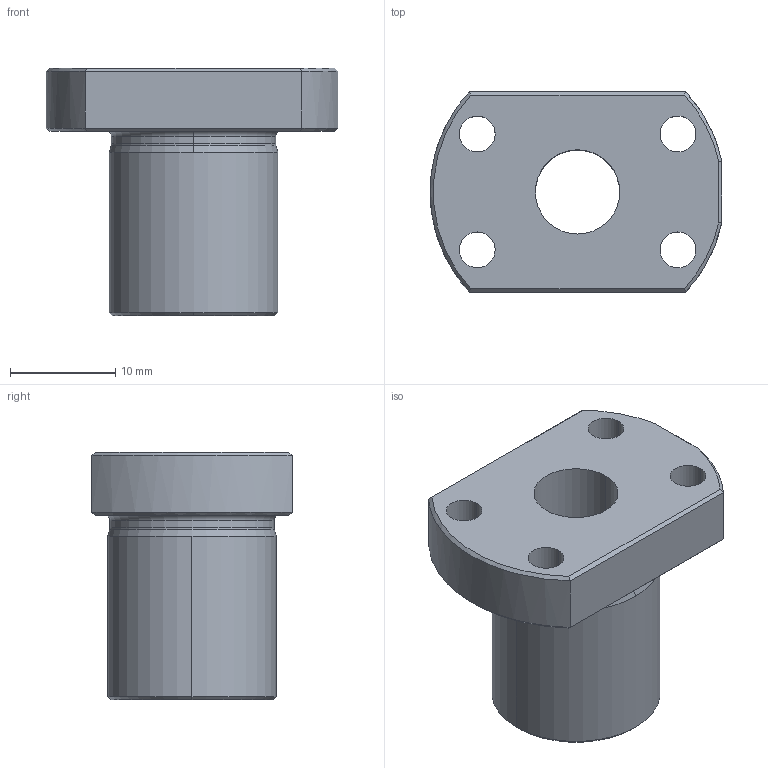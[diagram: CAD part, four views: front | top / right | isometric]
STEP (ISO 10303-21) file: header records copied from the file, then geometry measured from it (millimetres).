
FILE_DESCRIPTION (( 'STEP AP214' ), '1' );
FILE_NAME ('PiulitaElicoidala^CuplaTranslatie.STEP', '2023-12-19T22:57:33', ( '' ), ( '' ), 'SwSTEP 2.0', 'SolidWorks 2023', '' );
FILE_SCHEMA (( 'AUTOMOTIVE_DESIGN' ));
Length unit declared in the file: inch
Products named in the file (1): PiulitaElicoidala^CuplaTranslatie
Bounding box: 27.7 x 19 x 23.5 mm (x, y, z)
Surface area: 3105.9 mm2 (no closed solid volume)
Topology: 0 solids, 2 shells, 53 faces, 125 edges, 75 vertices
Faces by surface type: cylinder 21, cone 15, plane 13, torus 4
Entity records: 1703 total; most frequent: CARTESIAN_POINT 491, DIRECTION 243, ORIENTED_EDGE 242, EDGE_CURVE 123, AXIS2_PLACEMENT_3D 107, VERTEX_POINT 75, EDGE_LOOP 66, FACE_OUTER_BOUND 53
